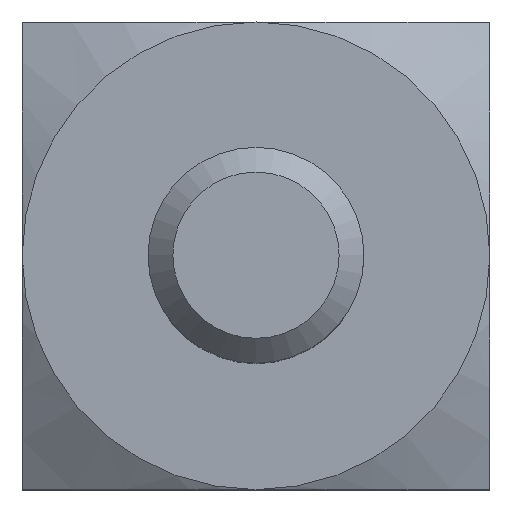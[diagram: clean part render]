
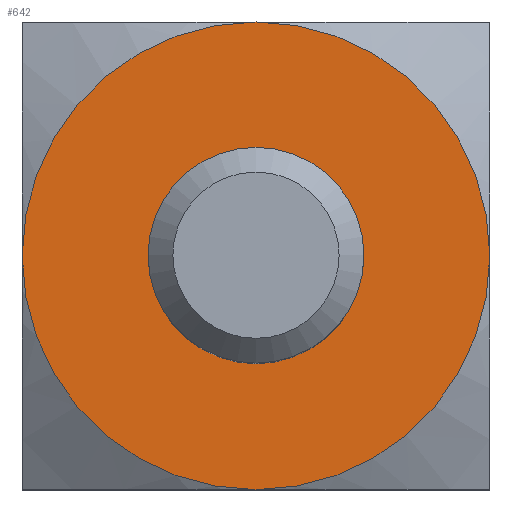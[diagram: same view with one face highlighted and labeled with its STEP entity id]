
A CAD part, top view. The second image highlights one B-rep face of the part: STEP entity #642.
In plain terms, the highlighted planar face has unit normal (0, 0, 1).
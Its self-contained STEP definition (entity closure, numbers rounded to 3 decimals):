
#642 = ADVANCED_FACE( '', ( #1351, #1352 ), #1353, .T. );
#1351 = FACE_BOUND( '', #2100, .T. );
#1352 = FACE_OUTER_BOUND( '', #2101, .T. );
#1353 = PLANE( '', #2102 );
#2100 = EDGE_LOOP( '', ( #3862 ) );
#2101 = EDGE_LOOP( '', ( #3863, #3864, #3865, #3866 ) );
#2102 = AXIS2_PLACEMENT_3D( '', #3867, #3868, #3869 );
#3862 = ORIENTED_EDGE( '', *, *, #4939, .F. );
#3863 = ORIENTED_EDGE( '', *, *, #4644, .F. );
#3864 = ORIENTED_EDGE( '', *, *, #4775, .F. );
#3865 = ORIENTED_EDGE( '', *, *, #4910, .F. );
#3866 = ORIENTED_EDGE( '', *, *, #4940, .F. );
#3867 = CARTESIAN_POINT( '', ( -6.5, -6.5, 5.5 ) );
#3868 = DIRECTION( '', ( 0., 0., 1. ) );
#3869 = DIRECTION( '', ( 1., 0., 0. ) );
#4644 = EDGE_CURVE( '', #5635, #5638, #5639, .T. );
#4775 = EDGE_CURVE( '', #5807, #5635, #5832, .T. );
#4910 = EDGE_CURVE( '', #5682, #5807, #5981, .T. );
#4939 = EDGE_CURVE( '', #6012, #6012, #6013, .T. );
#4940 = EDGE_CURVE( '', #5638, #5682, #6014, .T. );
#5635 = VERTEX_POINT( '', #7010 );
#5638 = VERTEX_POINT( '', #7022 );
#5639 = CIRCLE( '', #7023, 6.5 );
#5682 = VERTEX_POINT( '', #7093 );
#5807 = VERTEX_POINT( '', #7306 );
#5832 = CIRCLE( '', #7358, 6.5 );
#5981 = CIRCLE( '', #7599, 6.5 );
#6012 = VERTEX_POINT( '', #7643 );
#6013 = CIRCLE( '', #7644, 3. );
#6014 = CIRCLE( '', #7645, 6.5 );
#7010 = CARTESIAN_POINT( '', ( 6.5, 0., 5.5 ) );
#7022 = CARTESIAN_POINT( '', ( 0., -6.5, 5.5 ) );
#7023 = AXIS2_PLACEMENT_3D( '', #8034, #8035, #8036 );
#7093 = CARTESIAN_POINT( '', ( -6.5, 0., 5.5 ) );
#7306 = CARTESIAN_POINT( '', ( 0., 6.5, 5.5 ) );
#7358 = AXIS2_PLACEMENT_3D( '', #8140, #8141, #8142 );
#7599 = AXIS2_PLACEMENT_3D( '', #8219, #8220, #8221 );
#7643 = CARTESIAN_POINT( '', ( 3., 0., 5.5 ) );
#7644 = AXIS2_PLACEMENT_3D( '', #8235, #8236, #8237 );
#7645 = AXIS2_PLACEMENT_3D( '', #8238, #8239, #8240 );
#8034 = CARTESIAN_POINT( '', ( 0., 0., 5.5 ) );
#8035 = DIRECTION( '', ( 0., 0., -1. ) );
#8036 = DIRECTION( '', ( -1., 0., 0. ) );
#8140 = CARTESIAN_POINT( '', ( 0., 0., 5.5 ) );
#8141 = DIRECTION( '', ( 0., 0., -1. ) );
#8142 = DIRECTION( '', ( -1., 0., 0. ) );
#8219 = CARTESIAN_POINT( '', ( 0., 0., 5.5 ) );
#8220 = DIRECTION( '', ( 0., 0., -1. ) );
#8221 = DIRECTION( '', ( -1., 0., 0. ) );
#8235 = CARTESIAN_POINT( '', ( 0., 0., 5.5 ) );
#8236 = DIRECTION( '', ( 0., 0., 1. ) );
#8237 = DIRECTION( '', ( 1., 0., 0. ) );
#8238 = CARTESIAN_POINT( '', ( 0., 0., 5.5 ) );
#8239 = DIRECTION( '', ( 0., 0., -1. ) );
#8240 = DIRECTION( '', ( -1., 0., 0. ) );
